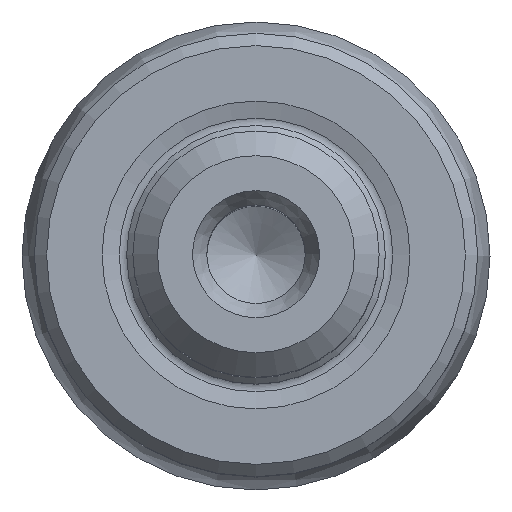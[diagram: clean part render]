
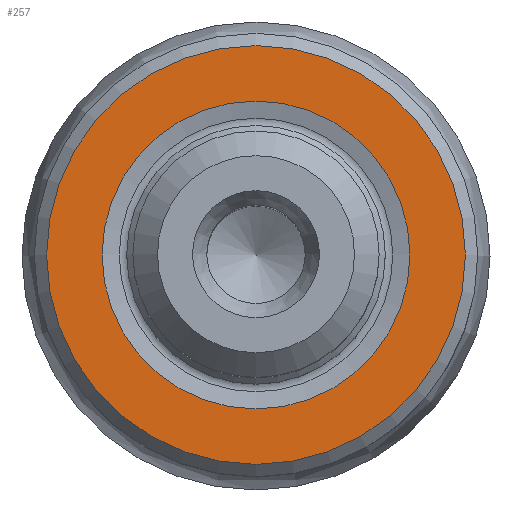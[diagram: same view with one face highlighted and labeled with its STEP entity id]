
A CAD part, top view. The second image highlights one B-rep face of the part: STEP entity #257.
In plain terms, the highlighted planar face has unit normal (0, 0, 1).
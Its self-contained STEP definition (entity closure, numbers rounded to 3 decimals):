
#257=ADVANCED_FACE('',(#287,#288),#284,.T.);
#284=PLANE('',#518);
#287=FACE_BOUND('',#338,.T.);
#288=FACE_BOUND('',#339,.T.);
#338=EDGE_LOOP('',(#388));
#339=EDGE_LOOP('',(#389));
#388=ORIENTED_EDGE('',*,*,#465,.T.);
#389=ORIENTED_EDGE('',*,*,#466,.T.);
#438=VERTEX_POINT('',#671);
#439=VERTEX_POINT('',#673);
#465=EDGE_CURVE('',#438,#438,#490,.T.);
#466=EDGE_CURVE('',#439,#439,#491,.T.);
#490=CIRCLE('',#516,8.5);
#491=CIRCLE('',#517,6.249);
#516=AXIS2_PLACEMENT_3D('',#670,#568,#569);
#517=AXIS2_PLACEMENT_3D('',#672,#570,#571);
#518=AXIS2_PLACEMENT_3D('',#674,#572,#573);
#568=DIRECTION('',(0.,0.,1.));
#569=DIRECTION('',(1.,0.,0.));
#570=DIRECTION('',(0.,0.,-1.));
#571=DIRECTION('',(-1.,0.,0.));
#572=DIRECTION('',(0.,0.,1.));
#573=DIRECTION('',(1.,0.,0.));
#670=CARTESIAN_POINT('',(0.,0.,0.));
#671=CARTESIAN_POINT('',(8.5,0.,0.));
#672=CARTESIAN_POINT('',(0.,0.,0.));
#673=CARTESIAN_POINT('',(-6.249,0.,0.));
#674=CARTESIAN_POINT('',(0.,0.,0.));
